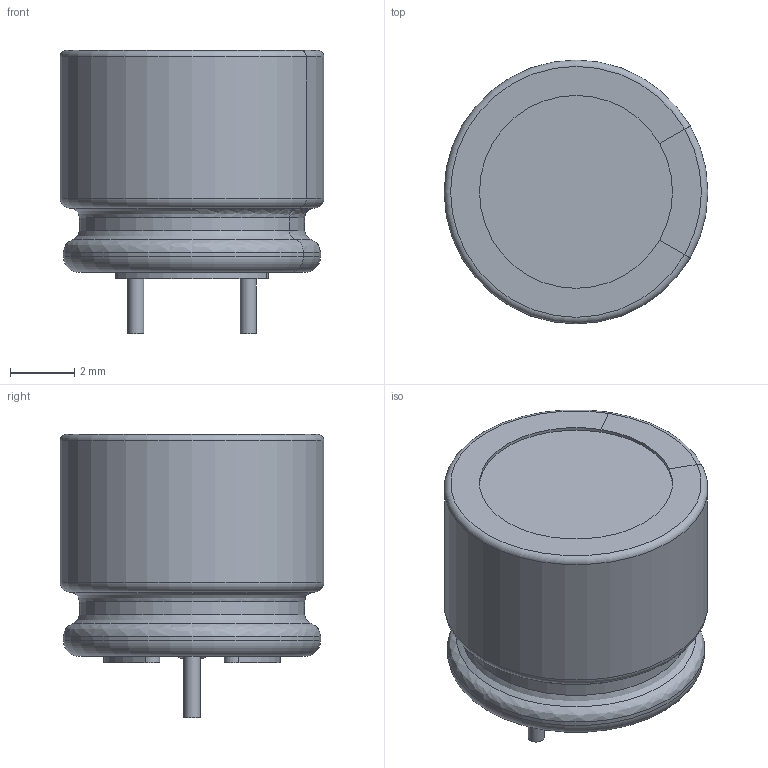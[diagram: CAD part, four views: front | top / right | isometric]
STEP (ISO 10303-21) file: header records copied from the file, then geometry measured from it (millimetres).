
FILE_DESCRIPTION(('FreeCAD Model'),'2;1');
FILE_NAME('CAPPR350-800X700.step', '2020-02-22T13:58:36',(''),(''),'Open CASCADE STEP processor 7.3', 'FreeCAD','Unknown');
FILE_SCHEMA(('AUTOMOTIVE_DESIGN { 1 0 10303 214 1 1 1 1 }'));
Length unit declared in the file: millimetre
Products named in the file (1): Compound003
Bounding box: 8.2 x 8.2 x 8.8 mm (x, y, z)
Volume: 352.6 mm3; surface area: 863.3 mm2
Topology: 6 solids, 6 shells, 101 faces, 738 edges, 2072 vertices
Faces by surface type: cylinder 33, plane 29, torus 21, bspline 17, cone 1
Full cylindrical faces by diameter (mm): 0.5 x2, 1.1 x2, 1.2 x2, 6 x1, 6.8 x1, 7.25 x1, 7.8 x1, 8 x1
Entity records: 20452 total; most frequent: CARTESIAN_POINT 11134, DIRECTION 1478, AXIS2_PLACEMENT_3D 553, CIRCLE 515, GEOMETRIC_CURVE_SET 493, ORIENTED_EDGE 492, PCURVE 492, DEFINITIONAL_REPRESENTATION 492
